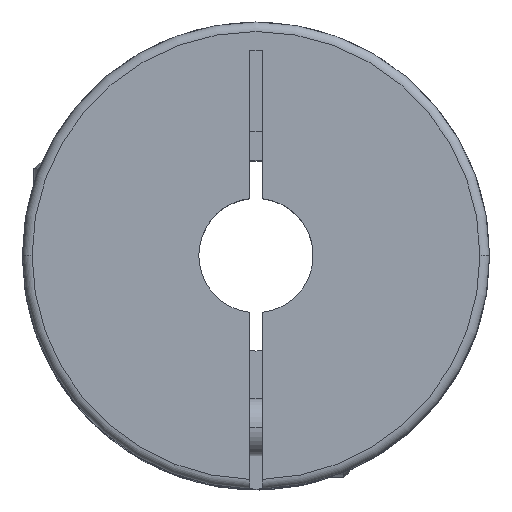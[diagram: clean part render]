
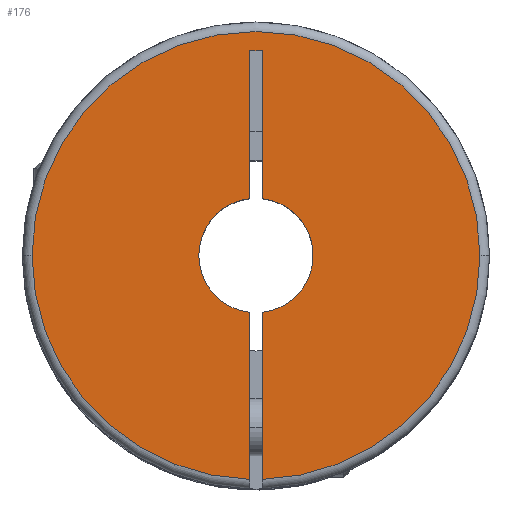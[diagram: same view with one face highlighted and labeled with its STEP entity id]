
A CAD part, top view. The second image highlights one B-rep face of the part: STEP entity #176.
In plain terms, the highlighted planar face has unit normal (0, 0, 1).
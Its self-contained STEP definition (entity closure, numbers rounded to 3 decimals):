
#152 = LINE ( 'NONE', #1938, #848 ) ;
#176 = ADVANCED_FACE ( 'NONE', ( #3346 ), #4093, .F. ) ;
#186 = ORIENTED_EDGE ( 'NONE', *, *, #1134, .T. ) ;
#233 = VERTEX_POINT ( 'NONE', #2622 ) ;
#287 = ORIENTED_EDGE ( 'NONE', *, *, #2791, .F. ) ;
#307 = CARTESIAN_POINT ( 'NONE',  ( -0.65, 21.5, 0. ) ) ;
#342 = CIRCLE ( 'NONE', #916, 6. ) ;
#362 = DIRECTION ( 'NONE',  ( 0., 0., -1. ) ) ;
#461 = DIRECTION ( 'NONE',  ( -1., 0., 0. ) ) ;
#465 = CARTESIAN_POINT ( 'NONE',  ( 0.65, -23.491, 0. ) ) ;
#590 = DIRECTION ( 'NONE',  ( 0., 0., -1. ) ) ;
#663 = VERTEX_POINT ( 'NONE', #1545 ) ;
#741 = DIRECTION ( 'NONE',  ( 0., -1., 0. ) ) ;
#807 = ORIENTED_EDGE ( 'NONE', *, *, #1859, .T. ) ;
#827 = DIRECTION ( 'NONE',  ( 0., 0., -1. ) ) ;
#848 = VECTOR ( 'NONE', #4458, 1000. ) ;
#851 = ORIENTED_EDGE ( 'NONE', *, *, #3177, .F. ) ;
#916 = AXIS2_PLACEMENT_3D ( 'NONE', #972, #590, #4159 ) ;
#943 = DIRECTION ( 'NONE',  ( -1., 0., 0. ) ) ;
#958 = EDGE_CURVE ( 'NONE', #233, #4205, #3755, .T. ) ;
#972 = CARTESIAN_POINT ( 'NONE',  ( 0., 0., 0. ) ) ;
#991 = AXIS2_PLACEMENT_3D ( 'NONE', #1930, #3971, #943 ) ;
#1069 = DIRECTION ( 'NONE',  ( 0., 0., -1. ) ) ;
#1134 = EDGE_CURVE ( 'NONE', #1208, #1187, #342, .T. ) ;
#1184 = CARTESIAN_POINT ( 'NONE',  ( 0.65, -5.965, 0. ) ) ;
#1187 = VERTEX_POINT ( 'NONE', #2700 ) ;
#1208 = VERTEX_POINT ( 'NONE', #1650 ) ;
#1256 = DIRECTION ( 'NONE',  ( 0., 1., 0. ) ) ;
#1319 = LINE ( 'NONE', #307, #2602 ) ;
#1324 = LINE ( 'NONE', #3805, #1513 ) ;
#1513 = VECTOR ( 'NONE', #4233, 1000. ) ;
#1545 = CARTESIAN_POINT ( 'NONE',  ( -0.65, 21.5, 0. ) ) ;
#1583 = EDGE_CURVE ( 'NONE', #3168, #2532, #4461, .T. ) ;
#1633 = CARTESIAN_POINT ( 'NONE',  ( -0.65, 5.965, 0. ) ) ;
#1650 = CARTESIAN_POINT ( 'NONE',  ( -0.65, -5.965, 0. ) ) ;
#1760 = VECTOR ( 'NONE', #741, 1000. ) ;
#1776 = EDGE_CURVE ( 'NONE', #4502, #233, #3302, .T. ) ;
#1859 = EDGE_CURVE ( 'NONE', #1187, #4063, #3597, .T. ) ;
#1888 = CARTESIAN_POINT ( 'NONE',  ( 0.65, 21.5, 0. ) ) ;
#1930 = CARTESIAN_POINT ( 'NONE',  ( 0., 0., 0. ) ) ;
#1938 = CARTESIAN_POINT ( 'NONE',  ( 0.65, -24.5, 0. ) ) ;
#2017 = CARTESIAN_POINT ( 'NONE',  ( 0.65, 5.965, 0. ) ) ;
#2062 = ORIENTED_EDGE ( 'NONE', *, *, #4483, .T. ) ;
#2100 = ORIENTED_EDGE ( 'NONE', *, *, #4019, .F. ) ;
#2169 = AXIS2_PLACEMENT_3D ( 'NONE', #2847, #1069, #4552 ) ;
#2172 = CARTESIAN_POINT ( 'NONE',  ( 23.5, 0., 0. ) ) ;
#2188 = AXIS2_PLACEMENT_3D ( 'NONE', #4308, #4002, #461 ) ;
#2245 = DIRECTION ( 'NONE',  ( 0., -1., 0. ) ) ;
#2400 = CIRCLE ( 'NONE', #991, 6. ) ;
#2429 = EDGE_LOOP ( 'NONE', ( #2626, #287, #186, #807, #851, #2100, #3129, #2062, #4600, #3622, #3340 ) ) ;
#2466 = AXIS2_PLACEMENT_3D ( 'NONE', #2468, #362, #3881 ) ;
#2468 = CARTESIAN_POINT ( 'NONE',  ( 0., 0., 0. ) ) ;
#2494 = DIRECTION ( 'NONE',  ( 0., 0., -1. ) ) ;
#2514 = AXIS2_PLACEMENT_3D ( 'NONE', #2951, #827, #2245 ) ;
#2532 = VERTEX_POINT ( 'NONE', #1888 ) ;
#2602 = VECTOR ( 'NONE', #3425, 1000. ) ;
#2622 = CARTESIAN_POINT ( 'NONE',  ( -23.5, 0., 0. ) ) ;
#2626 = ORIENTED_EDGE ( 'NONE', *, *, #1776, .F. ) ;
#2673 = CARTESIAN_POINT ( 'NONE',  ( -0.65, -23.491, 0. ) ) ;
#2700 = CARTESIAN_POINT ( 'NONE',  ( -6., 0., 0. ) ) ;
#2751 = CIRCLE ( 'NONE', #3350, 23.5 ) ;
#2791 = EDGE_CURVE ( 'NONE', #1208, #4502, #3944, .T. ) ;
#2847 = CARTESIAN_POINT ( 'NONE',  ( 0., 0., 0. ) ) ;
#2951 = CARTESIAN_POINT ( 'NONE',  ( 0., 0., 0. ) ) ;
#3026 = VERTEX_POINT ( 'NONE', #465 ) ;
#3129 = ORIENTED_EDGE ( 'NONE', *, *, #1583, .F. ) ;
#3168 = VERTEX_POINT ( 'NONE', #2017 ) ;
#3177 = EDGE_CURVE ( 'NONE', #663, #4063, #1319, .T. ) ;
#3302 = CIRCLE ( 'NONE', #2466, 23.5 ) ;
#3340 = ORIENTED_EDGE ( 'NONE', *, *, #958, .F. ) ;
#3346 = FACE_OUTER_BOUND ( 'NONE', #2429, .T. ) ;
#3350 = AXIS2_PLACEMENT_3D ( 'NONE', #4301, #2494, #3525 ) ;
#3425 = DIRECTION ( 'NONE',  ( 0., -1., 0. ) ) ;
#3517 = VECTOR ( 'NONE', #1256, 1000. ) ;
#3525 = DIRECTION ( 'NONE',  ( -1., 0., 0. ) ) ;
#3528 = EDGE_CURVE ( 'NONE', #4205, #3026, #2751, .T. ) ;
#3597 = CIRCLE ( 'NONE', #2169, 6. ) ;
#3622 = ORIENTED_EDGE ( 'NONE', *, *, #3528, .F. ) ;
#3635 = CARTESIAN_POINT ( 'NONE',  ( -0.65, 21.5, 0. ) ) ;
#3664 = VERTEX_POINT ( 'NONE', #1184 ) ;
#3755 = CIRCLE ( 'NONE', #2188, 23.5 ) ;
#3805 = CARTESIAN_POINT ( 'NONE',  ( 0.65, 21.5, 0. ) ) ;
#3881 = DIRECTION ( 'NONE',  ( -1., 0., 0. ) ) ;
#3916 = EDGE_CURVE ( 'NONE', #3026, #3664, #152, .T. ) ;
#3944 = LINE ( 'NONE', #3635, #1760 ) ;
#3971 = DIRECTION ( 'NONE',  ( 0., 0., -1. ) ) ;
#4002 = DIRECTION ( 'NONE',  ( 0., 0., -1. ) ) ;
#4019 = EDGE_CURVE ( 'NONE', #2532, #663, #1324, .T. ) ;
#4063 = VERTEX_POINT ( 'NONE', #1633 ) ;
#4093 = PLANE ( 'NONE',  #2514 ) ;
#4111 = CARTESIAN_POINT ( 'NONE',  ( 0.65, -24.5, 0. ) ) ;
#4159 = DIRECTION ( 'NONE',  ( -1., 0., 0. ) ) ;
#4205 = VERTEX_POINT ( 'NONE', #2172 ) ;
#4233 = DIRECTION ( 'NONE',  ( -1., 0., 0. ) ) ;
#4301 = CARTESIAN_POINT ( 'NONE',  ( 0., 0., 0. ) ) ;
#4308 = CARTESIAN_POINT ( 'NONE',  ( 0., 0., 0. ) ) ;
#4458 = DIRECTION ( 'NONE',  ( 0., 1., 0. ) ) ;
#4461 = LINE ( 'NONE', #4111, #3517 ) ;
#4483 = EDGE_CURVE ( 'NONE', #3168, #3664, #2400, .T. ) ;
#4502 = VERTEX_POINT ( 'NONE', #2673 ) ;
#4552 = DIRECTION ( 'NONE',  ( -1., 0., 0. ) ) ;
#4600 = ORIENTED_EDGE ( 'NONE', *, *, #3916, .F. ) ;
